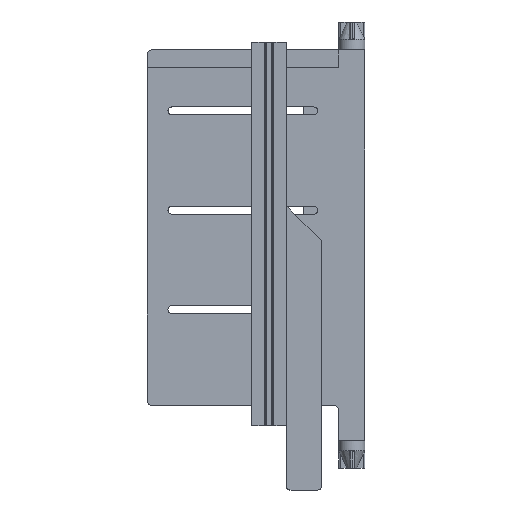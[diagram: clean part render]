
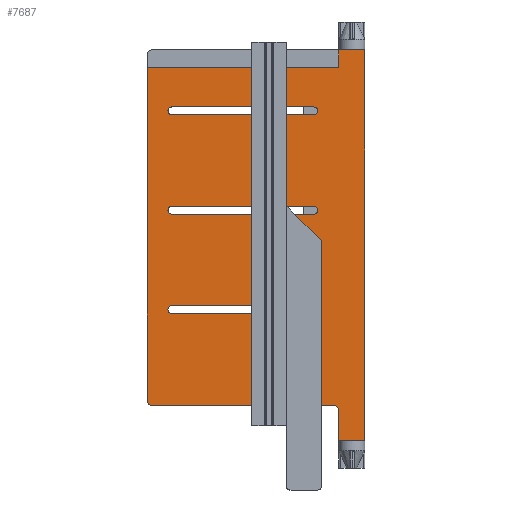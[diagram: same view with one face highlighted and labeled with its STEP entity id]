
A CAD part, front view. The second image highlights one B-rep face of the part: STEP entity #7687.
In plain terms, the highlighted planar face has unit normal (0, -1, 0).
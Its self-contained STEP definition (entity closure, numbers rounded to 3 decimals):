
#289=FACE_BOUND('',#1177,.T.);
#290=FACE_BOUND('',#1178,.T.);
#291=FACE_BOUND('',#1179,.T.);
#426=PLANE('',#8195);
#734=FACE_OUTER_BOUND('',#1176,.T.);
#1176=EDGE_LOOP('',(#6019,#6020,#6021,#6022,#6023,#6024,#6025,#6026,#6027,
#6028));
#1177=EDGE_LOOP('',(#6029,#6030,#6031,#6032));
#1178=EDGE_LOOP('',(#6033,#6034,#6035,#6036));
#1179=EDGE_LOOP('',(#6037,#6038,#6039,#6040));
#1719=LINE('',#12292,#2478);
#1729=LINE('',#12319,#2488);
#1739=LINE('',#12346,#2498);
#1752=LINE('',#12384,#2511);
#1754=LINE('',#12388,#2513);
#1768=LINE('',#12426,#2527);
#1772=LINE('',#12435,#2531);
#1797=LINE('',#12508,#2556);
#1800=LINE('',#12516,#2559);
#1806=LINE('',#12531,#2565);
#1810=LINE('',#12540,#2569);
#1811=LINE('',#12542,#2570);
#1812=LINE('',#12544,#2571);
#1813=LINE('',#12545,#2572);
#2478=VECTOR('',#9092,10.);
#2488=VECTOR('',#9114,10.);
#2498=VECTOR('',#9136,10.);
#2511=VECTOR('',#9171,10.);
#2513=VECTOR('',#9175,10.);
#2527=VECTOR('',#9211,10.);
#2531=VECTOR('',#9217,10.);
#2556=VECTOR('',#9294,10.);
#2559=VECTOR('',#9303,10.);
#2565=VECTOR('',#9317,10.);
#2569=VECTOR('',#9329,10.);
#2570=VECTOR('',#9330,10.);
#2571=VECTOR('',#9331,10.);
#2572=VECTOR('',#9332,10.);
#3032=CIRCLE('',#8126,2.25);
#3035=CIRCLE('',#8132,2.25);
#3038=CIRCLE('',#8138,2.25);
#3040=CIRCLE('',#8143,2.25);
#3044=CIRCLE('',#8150,2.25);
#3046=CIRCLE('',#8155,2.25);
#3060=CIRCLE('',#8186,3.);
#3061=CIRCLE('',#8190,3.);
#3493=VERTEX_POINT('',#12286);
#3495=VERTEX_POINT('',#12290);
#3498=VERTEX_POINT('',#12298);
#3504=VERTEX_POINT('',#12313);
#3506=VERTEX_POINT('',#12317);
#3509=VERTEX_POINT('',#12325);
#3515=VERTEX_POINT('',#12340);
#3517=VERTEX_POINT('',#12344);
#3520=VERTEX_POINT('',#12352);
#3531=VERTEX_POINT('',#12379);
#3532=VERTEX_POINT('',#12387);
#3545=VERTEX_POINT('',#12421);
#3548=VERTEX_POINT('',#12432);
#3549=VERTEX_POINT('',#12434);
#3571=VERTEX_POINT('',#12506);
#3572=VERTEX_POINT('',#12510);
#3573=VERTEX_POINT('',#12514);
#3574=VERTEX_POINT('',#12519);
#3578=VERTEX_POINT('',#12529);
#3579=VERTEX_POINT('',#12539);
#3580=VERTEX_POINT('',#12541);
#3581=VERTEX_POINT('',#12543);
#4357=EDGE_CURVE('',#3493,#3495,#1719,.T.);
#4360=EDGE_CURVE('',#3493,#3498,#3032,.T.);
#4370=EDGE_CURVE('',#3504,#3506,#1729,.T.);
#4373=EDGE_CURVE('',#3504,#3509,#3035,.T.);
#4383=EDGE_CURVE('',#3515,#3517,#1739,.T.);
#4386=EDGE_CURVE('',#3515,#3520,#3038,.T.);
#4400=EDGE_CURVE('',#3531,#3495,#3040,.T.);
#4402=EDGE_CURVE('',#3531,#3498,#1752,.T.);
#4404=EDGE_CURVE('',#3520,#3532,#1754,.T.);
#4409=EDGE_CURVE('',#3532,#3517,#3044,.T.);
#4422=EDGE_CURVE('',#3545,#3506,#3046,.T.);
#4424=EDGE_CURVE('',#3545,#3509,#1768,.T.);
#4428=EDGE_CURVE('',#3549,#3548,#1772,.T.);
#4465=EDGE_CURVE('',#3548,#3571,#1797,.T.);
#4466=EDGE_CURVE('',#3572,#3571,#3060,.T.);
#4469=EDGE_CURVE('',#3572,#3573,#1800,.T.);
#4471=EDGE_CURVE('',#3574,#3573,#3061,.T.);
#4476=EDGE_CURVE('',#3574,#3578,#1806,.T.);
#4480=EDGE_CURVE('',#3578,#3579,#1810,.T.);
#4481=EDGE_CURVE('',#3579,#3580,#1811,.T.);
#4482=EDGE_CURVE('',#3580,#3581,#1812,.T.);
#4483=EDGE_CURVE('',#3581,#3549,#1813,.T.);
#6019=ORIENTED_EDGE('',*,*,#4466,.F.);
#6020=ORIENTED_EDGE('',*,*,#4469,.T.);
#6021=ORIENTED_EDGE('',*,*,#4471,.F.);
#6022=ORIENTED_EDGE('',*,*,#4476,.T.);
#6023=ORIENTED_EDGE('',*,*,#4480,.T.);
#6024=ORIENTED_EDGE('',*,*,#4481,.T.);
#6025=ORIENTED_EDGE('',*,*,#4482,.T.);
#6026=ORIENTED_EDGE('',*,*,#4483,.T.);
#6027=ORIENTED_EDGE('',*,*,#4428,.T.);
#6028=ORIENTED_EDGE('',*,*,#4465,.T.);
#6029=ORIENTED_EDGE('',*,*,#4383,.T.);
#6030=ORIENTED_EDGE('',*,*,#4409,.F.);
#6031=ORIENTED_EDGE('',*,*,#4404,.F.);
#6032=ORIENTED_EDGE('',*,*,#4386,.F.);
#6033=ORIENTED_EDGE('',*,*,#4424,.T.);
#6034=ORIENTED_EDGE('',*,*,#4373,.F.);
#6035=ORIENTED_EDGE('',*,*,#4370,.T.);
#6036=ORIENTED_EDGE('',*,*,#4422,.F.);
#6037=ORIENTED_EDGE('',*,*,#4402,.T.);
#6038=ORIENTED_EDGE('',*,*,#4360,.F.);
#6039=ORIENTED_EDGE('',*,*,#4357,.T.);
#6040=ORIENTED_EDGE('',*,*,#4400,.F.);
#7687=ADVANCED_FACE('',(#734,#289,#290,#291),#426,.F.);
#8126=AXIS2_PLACEMENT_3D('',#12299,#9099,#9100);
#8132=AXIS2_PLACEMENT_3D('',#12326,#9121,#9122);
#8138=AXIS2_PLACEMENT_3D('',#12353,#9143,#9144);
#8143=AXIS2_PLACEMENT_3D('',#12381,#9165,#9166);
#8150=AXIS2_PLACEMENT_3D('',#12396,#9184,#9185);
#8155=AXIS2_PLACEMENT_3D('',#12423,#9205,#9206);
#8186=AXIS2_PLACEMENT_3D('',#12511,#9297,#9298);
#8190=AXIS2_PLACEMENT_3D('',#12521,#9309,#9310);
#8195=AXIS2_PLACEMENT_3D('',#12538,#9327,#9328);
#9092=DIRECTION('',(1.,0.,0.));
#9099=DIRECTION('center_axis',(0.,-1.,0.));
#9100=DIRECTION('ref_axis',(-0.707,0.,0.707));
#9114=DIRECTION('',(1.,0.,0.));
#9121=DIRECTION('center_axis',(0.,-1.,0.));
#9122=DIRECTION('ref_axis',(-0.707,0.,0.707));
#9136=DIRECTION('',(1.,0.,0.));
#9143=DIRECTION('center_axis',(0.,-1.,0.));
#9144=DIRECTION('ref_axis',(-0.707,0.,0.707));
#9165=DIRECTION('center_axis',(0.,-1.,0.));
#9166=DIRECTION('ref_axis',(0.707,0.,-0.707));
#9171=DIRECTION('',(-1.,0.,0.));
#9175=DIRECTION('',(1.,0.,0.));
#9184=DIRECTION('center_axis',(0.,-1.,0.));
#9185=DIRECTION('ref_axis',(0.707,0.,-0.707));
#9205=DIRECTION('center_axis',(0.,-1.,0.));
#9206=DIRECTION('ref_axis',(0.707,0.,-0.707));
#9211=DIRECTION('',(-1.,0.,0.));
#9217=DIRECTION('',(-1.,0.,0.));
#9294=DIRECTION('',(0.,0.,-1.));
#9297=DIRECTION('center_axis',(0.,1.,0.));
#9298=DIRECTION('ref_axis',(-0.707,0.,-0.707));
#9303=DIRECTION('',(1.,0.,0.));
#9309=DIRECTION('center_axis',(0.,-1.,0.));
#9310=DIRECTION('ref_axis',(0.707,0.,0.707));
#9317=DIRECTION('',(0.,0.,-1.));
#9327=DIRECTION('center_axis',(0.,1.,0.));
#9328=DIRECTION('ref_axis',(-1.,0.,0.));
#9329=DIRECTION('',(1.,0.,0.));
#9330=DIRECTION('',(0.,0.,1.));
#9331=DIRECTION('',(-1.,0.,0.));
#9332=DIRECTION('',(0.,0.,-1.));
#12286=CARTESIAN_POINT('',(14.25,-5.,74.25));
#12290=CARTESIAN_POINT('',(95.75,-5.,74.25));
#12292=CARTESIAN_POINT('',(-12.875,-5.,74.25));
#12298=CARTESIAN_POINT('',(14.25,-5.,69.75));
#12299=CARTESIAN_POINT('Origin',(14.25,-5.,72.));
#12313=CARTESIAN_POINT('',(14.25,-5.,17.25));
#12317=CARTESIAN_POINT('',(95.75,-5.,17.25));
#12319=CARTESIAN_POINT('',(29.,-5.,17.25));
#12325=CARTESIAN_POINT('',(14.25,-5.,12.75));
#12326=CARTESIAN_POINT('Origin',(14.25,-5.,15.));
#12340=CARTESIAN_POINT('',(14.25,-5.,-39.75));
#12344=CARTESIAN_POINT('',(95.75,-5.,-39.75));
#12346=CARTESIAN_POINT('',(-12.875,-5.,-39.75));
#12352=CARTESIAN_POINT('',(14.25,-5.,-44.25));
#12353=CARTESIAN_POINT('Origin',(14.25,-5.,-42.));
#12379=CARTESIAN_POINT('',(95.75,-5.,69.75));
#12381=CARTESIAN_POINT('Origin',(95.75,-5.,72.));
#12384=CARTESIAN_POINT('',(-12.875,-5.,69.75));
#12387=CARTESIAN_POINT('',(95.75,-5.,-44.25));
#12388=CARTESIAN_POINT('',(-12.875,-5.,-44.25));
#12396=CARTESIAN_POINT('Origin',(95.75,-5.,-42.));
#12421=CARTESIAN_POINT('',(95.75,-5.,12.75));
#12423=CARTESIAN_POINT('Origin',(95.75,-5.,15.));
#12426=CARTESIAN_POINT('',(-14.,-5.,12.75));
#12432=CARTESIAN_POINT('',(0.,-5.,97.));
#12434=CARTESIAN_POINT('',(110.,-5.,97.));
#12435=CARTESIAN_POINT('',(-20.,-5.,97.));
#12506=CARTESIAN_POINT('',(0.,-5.,-94.));
#12508=CARTESIAN_POINT('',(0.,-5.,73.));
#12510=CARTESIAN_POINT('',(3.,-5.,-97.));
#12511=CARTESIAN_POINT('Origin',(3.,-5.,-94.));
#12514=CARTESIAN_POINT('',(107.,-5.,-97.));
#12516=CARTESIAN_POINT('',(35.,-5.,-97.));
#12519=CARTESIAN_POINT('',(110.,-5.,-100.));
#12521=CARTESIAN_POINT('Origin',(107.,-5.,-100.));
#12529=CARTESIAN_POINT('',(110.,-5.,-117.));
#12531=CARTESIAN_POINT('',(110.,-5.,3.));
#12538=CARTESIAN_POINT('Origin',(-40.,-5.,123.));
#12539=CARTESIAN_POINT('',(125.,-5.,-117.));
#12540=CARTESIAN_POINT('',(70.,-5.,-117.));
#12541=CARTESIAN_POINT('',(125.,-5.,107.));
#12542=CARTESIAN_POINT('',(125.,-5.,73.));
#12543=CARTESIAN_POINT('',(110.,-5.,107.));
#12544=CARTESIAN_POINT('',(10.,-5.,107.));
#12545=CARTESIAN_POINT('',(110.,-5.,110.));
